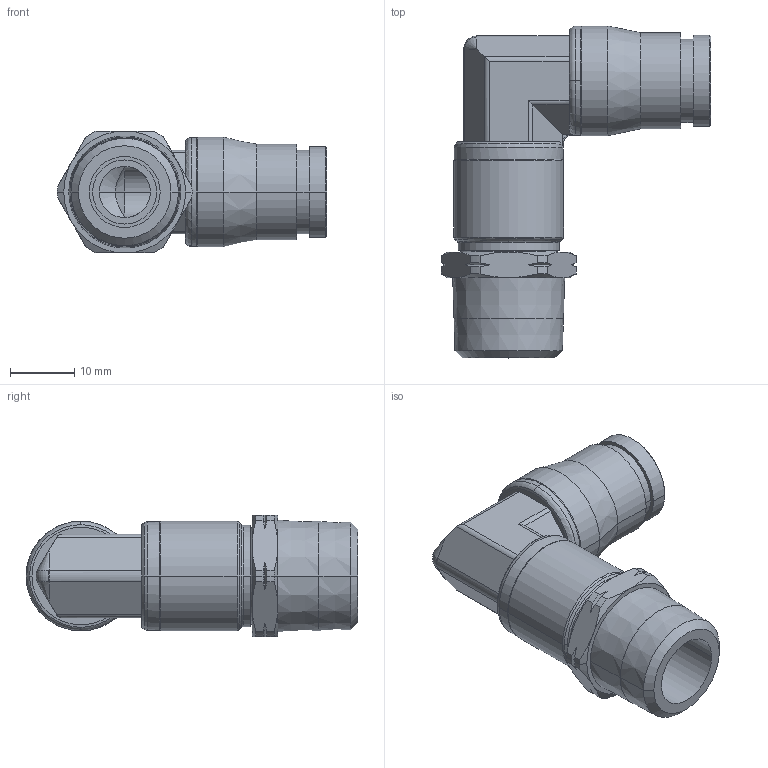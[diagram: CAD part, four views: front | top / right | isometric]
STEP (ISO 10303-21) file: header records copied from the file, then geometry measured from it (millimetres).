
FILE_DESCRIPTION(('STEP AP214'),'1');
FILE_NAME('3809_10_18.stp','2016-07-07T14:27:26',('TraceParts'),('TraceParts S.A.'),'Spatial InterOp 3D',' ',' ');
FILE_SCHEMA(('automotive_design'));
Length unit declared in the file: millimetre
Products named in the file (1): 1
Bounding box: 41.98 x 51.75 x 19 mm (x, y, z)
Volume: 9220.7 mm3; surface area: 6757.6 mm2
Topology: 1 solids, 1 shells, 171 faces, 431 edges, 266 vertices
Faces by surface type: cone 66, cylinder 57, plane 33, torus 15
Entity records: 5290 total; most frequent: CARTESIAN_POINT 1252, DIRECTION 883, ORIENTED_EDGE 854, EDGE_CURVE 427, AXIS2_PLACEMENT_3D 367, VERTEX_POINT 266, CIRCLE 189, EDGE_LOOP 181
